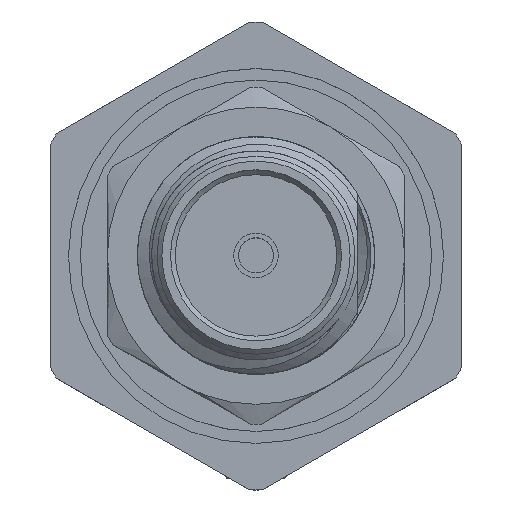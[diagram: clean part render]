
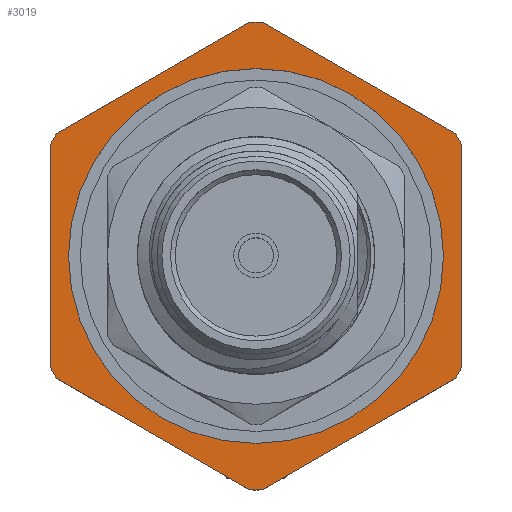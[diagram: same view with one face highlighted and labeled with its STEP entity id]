
A CAD part, top view. The second image highlights one B-rep face of the part: STEP entity #3019.
In plain terms, the highlighted face is planar.
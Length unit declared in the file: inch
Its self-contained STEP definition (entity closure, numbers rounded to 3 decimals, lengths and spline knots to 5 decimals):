
#22 = CARTESIAN_POINT ( 'NONE',  ( 0.41339, 0., 0. ) ) ;
#260 = VERTEX_POINT ( 'NONE', #14091 ) ;
#290 = CARTESIAN_POINT ( 'NONE',  ( 0.41339, 0., 0. ) ) ;
#491 = VECTOR ( 'NONE', #5032, 39.37008 ) ;
#496 = DIRECTION ( 'NONE',  ( 1., 0., 0. ) ) ;
#554 = CARTESIAN_POINT ( 'NONE',  ( 0.41339, 0.12874, -0.21001 ) ) ;
#627 = VERTEX_POINT ( 'NONE', #14257 ) ;
#746 = VECTOR ( 'NONE', #15738, 39.37008 ) ;
#775 = AXIS2_PLACEMENT_3D ( 'NONE', #290, #20382, #15310 ) ;
#982 = DIRECTION ( 'NONE',  ( 0., 0., -1. ) ) ;
#2245 = ORIENTED_EDGE ( 'NONE', *, *, #13446, .T. ) ;
#2534 = DIRECTION ( 'NONE',  ( 0., 0., -1. ) ) ;
#2547 = CARTESIAN_POINT ( 'NONE',  ( 0.41339, -0.24624, -0.00649 ) ) ;
#2655 = CARTESIAN_POINT ( 'NONE',  ( 0.41339, -0.125, -0.2165 ) ) ;
#2738 = EDGE_CURVE ( 'NONE', #11935, #12453, #12888, .T. ) ;
#3004 = DIRECTION ( 'NONE',  ( 0., 0., 1. ) ) ;
#3019 = ADVANCED_FACE ( 'NONE', ( #11328, #12851 ), #7885, .T. ) ;
#3094 = CIRCLE ( 'NONE', #17262, 0.24633 ) ;
#3146 = EDGE_CURVE ( 'NONE', #16921, #11349, #8068, .T. ) ;
#3156 = CIRCLE ( 'NONE', #8383, 0.19735 ) ;
#3278 = ORIENTED_EDGE ( 'NONE', *, *, #3146, .F. ) ;
#3725 = LINE ( 'NONE', #7407, #10744 ) ;
#3836 = ORIENTED_EDGE ( 'NONE', *, *, #18467, .T. ) ;
#4061 = CARTESIAN_POINT ( 'NONE',  ( 0.41339, 0.125, -0.2165 ) ) ;
#4178 = CIRCLE ( 'NONE', #11788, 0.24633 ) ;
#4484 = CARTESIAN_POINT ( 'NONE',  ( 0.41339, 0.24624, -0.00649 ) ) ;
#4621 = DIRECTION ( 'NONE',  ( -1., 0., 0. ) ) ;
#4757 = DIRECTION ( 'NONE',  ( 1., 0., 0. ) ) ;
#5032 = DIRECTION ( 'NONE',  ( 0., 1., 0. ) ) ;
#5075 = VERTEX_POINT ( 'NONE', #4484 ) ;
#5442 = EDGE_CURVE ( 'NONE', #260, #11349, #6650, .T. ) ;
#6050 = EDGE_CURVE ( 'NONE', #5075, #21157, #3094, .T. ) ;
#6088 = DIRECTION ( 'NONE',  ( 1., 0., 0. ) ) ;
#6576 = EDGE_CURVE ( 'NONE', #16921, #21157, #15545, .T. ) ;
#6636 = ORIENTED_EDGE ( 'NONE', *, *, #9828, .F. ) ;
#6650 = LINE ( 'NONE', #6762, #491 ) ;
#6762 = CARTESIAN_POINT ( 'NONE',  ( 0.41339, -0.125, 0.2165 ) ) ;
#7024 = AXIS2_PLACEMENT_3D ( 'NONE', #17816, #4621, #3004 ) ;
#7314 = LINE ( 'NONE', #4061, #8696 ) ;
#7340 = CARTESIAN_POINT ( 'NONE',  ( 0.41339, 0.125, 0.2165 ) ) ;
#7407 = CARTESIAN_POINT ( 'NONE',  ( 0.41339, -0.24999, 0. ) ) ;
#7437 = ORIENTED_EDGE ( 'NONE', *, *, #6576, .T. ) ;
#7531 = LINE ( 'NONE', #2655, #746 ) ;
#7549 = CARTESIAN_POINT ( 'NONE',  ( 0.41339, 0.24999, 0. ) ) ;
#7583 = ORIENTED_EDGE ( 'NONE', *, *, #2738, .F. ) ;
#7725 = AXIS2_PLACEMENT_3D ( 'NONE', #12960, #15864, #11012 ) ;
#7885 = PLANE ( 'NONE',  #7024 ) ;
#7886 = ORIENTED_EDGE ( 'NONE', *, *, #13626, .T. ) ;
#8068 = CIRCLE ( 'NONE', #7725, 0.24633 ) ;
#8383 = AXIS2_PLACEMENT_3D ( 'NONE', #22, #4757, #9977 ) ;
#8696 = VECTOR ( 'NONE', #13919, 39.37008 ) ;
#9010 = CARTESIAN_POINT ( 'NONE',  ( 0.41339, 0., 0. ) ) ;
#9042 = CARTESIAN_POINT ( 'NONE',  ( 0.41339, 0., 0. ) ) ;
#9149 = DIRECTION ( 'NONE',  ( 0., 0.5, 0.866 ) ) ;
#9277 = ORIENTED_EDGE ( 'NONE', *, *, #6050, .F. ) ;
#9305 = CARTESIAN_POINT ( 'NONE',  ( 0.41339, -0.24624, 0.00649 ) ) ;
#9484 = EDGE_LOOP ( 'NONE', ( #3278, #7437, #9277, #3836, #6636, #2245, #7583, #7886, #19507, #15533, #20827, #16863 ) ) ;
#9711 = CARTESIAN_POINT ( 'NONE',  ( 0.41339, 0.12874, 0.21001 ) ) ;
#9828 = EDGE_CURVE ( 'NONE', #627, #10223, #15549, .T. ) ;
#9977 = DIRECTION ( 'NONE',  ( 0., 0., -1. ) ) ;
#10223 = VERTEX_POINT ( 'NONE', #554 ) ;
#10744 = VECTOR ( 'NONE', #9149, 39.37008 ) ;
#11012 = DIRECTION ( 'NONE',  ( 0., 0., -1. ) ) ;
#11328 = FACE_BOUND ( 'NONE', #13318, .T. ) ;
#11349 = VERTEX_POINT ( 'NONE', #18110 ) ;
#11600 = EDGE_CURVE ( 'NONE', #260, #13237, #4178, .T. ) ;
#11675 = EDGE_CURVE ( 'NONE', #15440, #13237, #3725, .T. ) ;
#11788 = AXIS2_PLACEMENT_3D ( 'NONE', #9042, #496, #2534 ) ;
#11935 = VERTEX_POINT ( 'NONE', #20791 ) ;
#12065 = VERTEX_POINT ( 'NONE', #15311 ) ;
#12453 = VERTEX_POINT ( 'NONE', #17232 ) ;
#12545 = AXIS2_PLACEMENT_3D ( 'NONE', #13948, #16971, #18798 ) ;
#12729 = LINE ( 'NONE', #7549, #16303 ) ;
#12851 = FACE_OUTER_BOUND ( 'NONE', #9484, .T. ) ;
#12888 = CIRCLE ( 'NONE', #12545, 0.24633 ) ;
#12960 = CARTESIAN_POINT ( 'NONE',  ( 0.41339, 0., 0. ) ) ;
#13237 = VERTEX_POINT ( 'NONE', #20392 ) ;
#13318 = EDGE_LOOP ( 'NONE', ( #18028 ) ) ;
#13446 = EDGE_CURVE ( 'NONE', #627, #12453, #7314, .T. ) ;
#13626 = EDGE_CURVE ( 'NONE', #11935, #16567, #7531, .T. ) ;
#13910 = CIRCLE ( 'NONE', #775, 0.24633 ) ;
#13919 = DIRECTION ( 'NONE',  ( 0., -1., 0. ) ) ;
#13948 = CARTESIAN_POINT ( 'NONE',  ( 0.41339, 0., 0. ) ) ;
#14091 = CARTESIAN_POINT ( 'NONE',  ( 0.41339, -0.1175, 0.2165 ) ) ;
#14164 = EDGE_CURVE ( 'NONE', #12065, #12065, #3156, .T. ) ;
#14257 = CARTESIAN_POINT ( 'NONE',  ( 0.41339, 0.1175, -0.2165 ) ) ;
#15199 = VECTOR ( 'NONE', #20206, 39.37008 ) ;
#15310 = DIRECTION ( 'NONE',  ( 0., 0., -1. ) ) ;
#15311 = CARTESIAN_POINT ( 'NONE',  ( 0.41339, 0., -0.19735 ) ) ;
#15440 = VERTEX_POINT ( 'NONE', #9305 ) ;
#15533 = ORIENTED_EDGE ( 'NONE', *, *, #11675, .T. ) ;
#15545 = LINE ( 'NONE', #7340, #15199 ) ;
#15549 = CIRCLE ( 'NONE', #16236, 0.24633 ) ;
#15578 = DIRECTION ( 'NONE',  ( 1., 0., 0. ) ) ;
#15738 = DIRECTION ( 'NONE',  ( 0., -0.5, 0.866 ) ) ;
#15864 = DIRECTION ( 'NONE',  ( 1., 0., 0. ) ) ;
#16236 = AXIS2_PLACEMENT_3D ( 'NONE', #9010, #15578, #982 ) ;
#16303 = VECTOR ( 'NONE', #20721, 39.37008 ) ;
#16567 = VERTEX_POINT ( 'NONE', #2547 ) ;
#16863 = ORIENTED_EDGE ( 'NONE', *, *, #5442, .T. ) ;
#16921 = VERTEX_POINT ( 'NONE', #9711 ) ;
#16971 = DIRECTION ( 'NONE',  ( 1., 0., 0. ) ) ;
#17232 = CARTESIAN_POINT ( 'NONE',  ( 0.41339, -0.1175, -0.2165 ) ) ;
#17262 = AXIS2_PLACEMENT_3D ( 'NONE', #17772, #6088, #19182 ) ;
#17772 = CARTESIAN_POINT ( 'NONE',  ( 0.41339, 0., 0. ) ) ;
#17816 = CARTESIAN_POINT ( 'NONE',  ( 0.41339, 0.19735, 0. ) ) ;
#18028 = ORIENTED_EDGE ( 'NONE', *, *, #14164, .T. ) ;
#18055 = EDGE_CURVE ( 'NONE', #15440, #16567, #13910, .T. ) ;
#18110 = CARTESIAN_POINT ( 'NONE',  ( 0.41339, 0.1175, 0.2165 ) ) ;
#18467 = EDGE_CURVE ( 'NONE', #5075, #10223, #12729, .T. ) ;
#18798 = DIRECTION ( 'NONE',  ( 0., 0., -1. ) ) ;
#19182 = DIRECTION ( 'NONE',  ( 0., 0., -1. ) ) ;
#19507 = ORIENTED_EDGE ( 'NONE', *, *, #18055, .F. ) ;
#20104 = CARTESIAN_POINT ( 'NONE',  ( 0.41339, 0.24624, 0.00649 ) ) ;
#20206 = DIRECTION ( 'NONE',  ( 0., 0.5, -0.866 ) ) ;
#20382 = DIRECTION ( 'NONE',  ( 1., 0., 0. ) ) ;
#20392 = CARTESIAN_POINT ( 'NONE',  ( 0.41339, -0.12874, 0.21001 ) ) ;
#20721 = DIRECTION ( 'NONE',  ( 0., -0.5, -0.866 ) ) ;
#20791 = CARTESIAN_POINT ( 'NONE',  ( 0.41339, -0.12874, -0.21001 ) ) ;
#20827 = ORIENTED_EDGE ( 'NONE', *, *, #11600, .F. ) ;
#21157 = VERTEX_POINT ( 'NONE', #20104 ) ;
